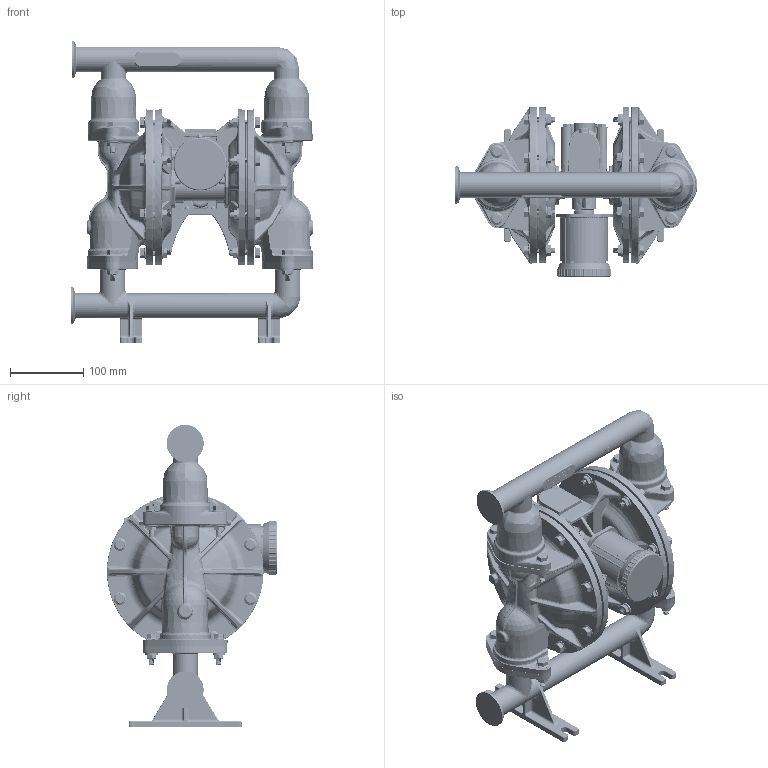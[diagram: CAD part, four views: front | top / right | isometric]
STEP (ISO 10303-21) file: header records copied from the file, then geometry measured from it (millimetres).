
FILE_DESCRIPTION((''),'2;1');
FILE_NAME('F100WEBSITESTEP','2018-03-06T16:26:47',('cstanko'),(''),'CREO PARAMETRIC BY PTC INC, 2017110','CREO PARAMETRIC BY PTC INC, 2017110','');
FILE_SCHEMA(('CONFIG_CONTROL_DESIGN'));
Length unit declared in the file: inch
Products named in the file (1): F100WEBSITESTEP
Bounding box: 330.4 x 231.86 x 411.59 mm (x, y, z)
Surface area: 780327.4 mm2 (no closed solid volume)
Topology: 0 solids, 242 shells, 5993 faces, 16129 edges, 10144 vertices
Faces by surface type: bspline 2013, cylinder 1840, plane 1035, cone 481, torus 398, sphere 222, extrusion 4
Entity records: 539171 total; most frequent: CARTESIAN_POINT 412137, ORIENTED_EDGE 28442, DIRECTION 21269, EDGE_CURVE 16116, VERTEX_POINT 10144, AXIS2_PLACEMENT_3D 8669, B_SPLINE_CURVE_WITH_KNOTS 7500, EDGE_LOOP 5993
